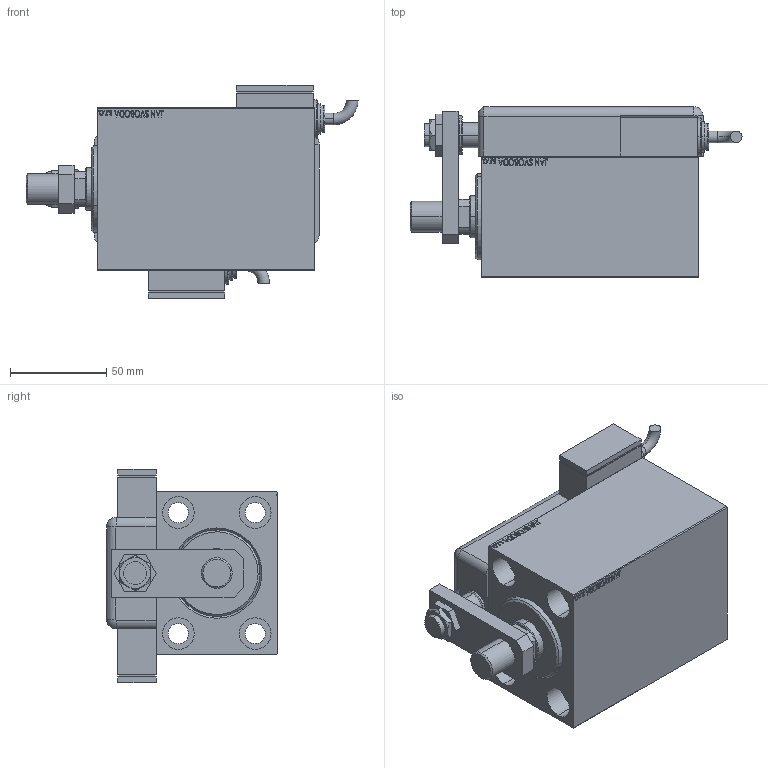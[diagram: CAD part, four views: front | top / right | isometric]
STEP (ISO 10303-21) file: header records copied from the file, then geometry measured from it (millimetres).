
FILE_DESCRIPTION (( 'STEP AP203' ), '1' );
FILE_NAME ('2456.STEP', '2024-02-11T12:14:37', ( '' ), ( '' ), 'SwSTEP 2.0', 'SolidWorks 2019', '' );
FILE_SCHEMA (( 'CONFIG_CONTROL_DESIGN' ));
Length unit declared in the file: millimetre
Products named in the file (14): ZARAZKA_Q 936122924afb6e757a1dcf1957e90255; NUT_D13 936122924afb6e757a1dcf1957e90255; SWITCH DIM A_G 936122924afb6e757a1dcf1957e90255; KRYT 936122924afb6e757a1dcf1957e90255; V450CM_C_Body 936122924afb6e757a1dcf1957e90255; SWITCH_Q_FRONT_BACK 936122924afb6e757a1dcf1957e90255; V450CM_VC_B 936122924afb6e757a1dcf1957e90255; V450CM_MALE_METRIC 936122924afb6e757a1dcf1957e90255; V450CM_C_VCP 936122924afb6e757a1dcf1957e90255; TYC 936122924afb6e757a1dcf1957e90255; MAGNETIC SWITCH Q 936122924afb6e757a1dcf1957e90255; SWITCH Q 936122924afb6e757a1dcf1957e90255; NUT_D19 936122924afb6e757a1dcf1957e90255; 2456
Assembly tree (14 placements, depth 3):
  2456
    V450CM_C_Body 936122924afb6e757a1dcf1957e90255
    V450CM_C_VCP 936122924afb6e757a1dcf1957e90255
    V450CM_VC_B 936122924afb6e757a1dcf1957e90255
    V450CM_MALE_METRIC 936122924afb6e757a1dcf1957e90255
    MAGNETIC SWITCH Q 936122924afb6e757a1dcf1957e90255
      SWITCH_Q_FRONT_BACK 936122924afb6e757a1dcf1957e90255
      TYC 936122924afb6e757a1dcf1957e90255
      ZARAZKA_Q 936122924afb6e757a1dcf1957e90255
      SWITCH DIM A_G 936122924afb6e757a1dcf1957e90255
      NUT_D19 936122924afb6e757a1dcf1957e90255
      NUT_D13 936122924afb6e757a1dcf1957e90255
      KRYT 936122924afb6e757a1dcf1957e90255
      SWITCH Q 936122924afb6e757a1dcf1957e90255  x2
Bounding box: 172.76 x 88.8 x 111 mm (x, y, z)
Volume: 662191.3 mm3; surface area: 151278.7 mm2
Topology: 14 solids, 14 shells, 1260 faces, 3188 edges, 2103 vertices
Faces by surface type: plane 618, bspline 471, cylinder 119, cone 26, torus 24, sphere 2
Entity records: 60232 total; most frequent: CARTESIAN_POINT 32246, ORIENTED_EDGE 6180, DIRECTION 3944, EDGE_CURVE 3090, VERTEX_POINT 2043, LINE 1834, VECTOR 1834, EDGE_LOOP 1395
